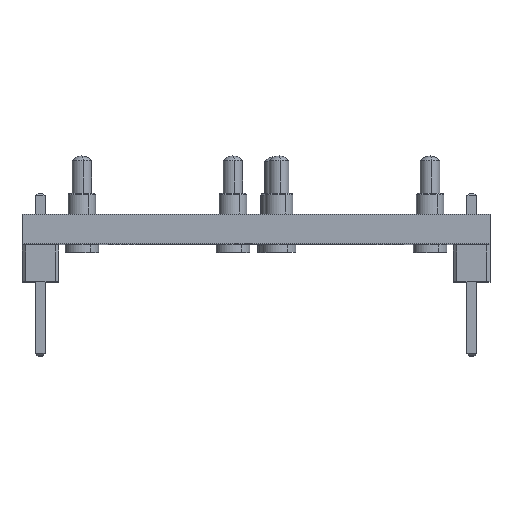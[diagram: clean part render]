
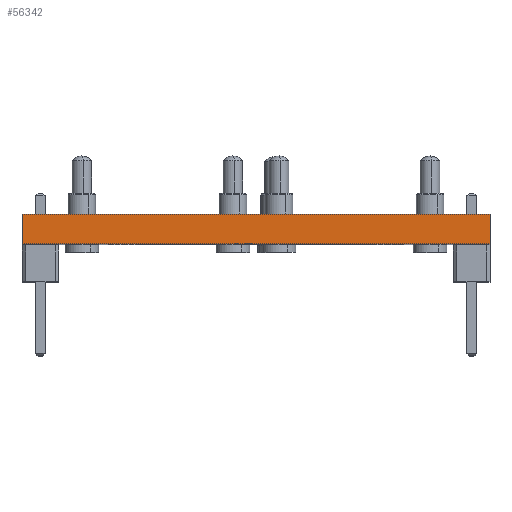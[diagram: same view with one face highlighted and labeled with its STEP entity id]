
A CAD part, top view. The second image highlights one B-rep face of the part: STEP entity #56342.
In plain terms, the highlighted planar face has unit normal (0, 0, 1).
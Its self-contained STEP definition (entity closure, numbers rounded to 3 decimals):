
#56342 = ADVANCED_FACE('',(#56343),#56357,.F.);
#56343 = FACE_BOUND('',#56344,.F.);
#56344 = EDGE_LOOP('',(#56345,#56380,#56408,#56436));
#56345 = ORIENTED_EDGE('',*,*,#56346,.T.);
#56346 = EDGE_CURVE('',#56347,#56349,#56351,.T.);
#56347 = VERTEX_POINT('',#56348);
#56348 = CARTESIAN_POINT('',(-65.2,21.414,-45.3));
#56349 = VERTEX_POINT('',#56350);
#56350 = CARTESIAN_POINT('',(-65.2,23.014,-45.3));
#56351 = SURFACE_CURVE('',#56352,(#56356,#56368),.PCURVE_S1.);
#56352 = LINE('',#56353,#56354);
#56353 = CARTESIAN_POINT('',(-65.2,21.414,-45.3));
#56354 = VECTOR('',#56355,1.);
#56355 = DIRECTION('',(0.,1.,0.));
#56356 = PCURVE('',#56357,#56362);
#56357 = PLANE('',#56358);
#56358 = AXIS2_PLACEMENT_3D('',#56359,#56360,#56361);
#56359 = CARTESIAN_POINT('',(-65.2,21.414,-45.3));
#56360 = DIRECTION('',(0.,0.,-1.));
#56361 = DIRECTION('',(1.,0.,0.));
#56362 = DEFINITIONAL_REPRESENTATION('',(#56363),#56367);
#56363 = LINE('',#56364,#56365);
#56364 = CARTESIAN_POINT('',(0.,0.));
#56365 = VECTOR('',#56366,1.);
#56366 = DIRECTION('',(0.,-1.));
#56367 = ( GEOMETRIC_REPRESENTATION_CONTEXT(2) 
PARAMETRIC_REPRESENTATION_CONTEXT() REPRESENTATION_CONTEXT('2D SPACE',''
  ) );
#56368 = PCURVE('',#56369,#56374);
#56369 = PLANE('',#56370);
#56370 = AXIS2_PLACEMENT_3D('',#56371,#56372,#56373);
#56371 = CARTESIAN_POINT('',(-65.2,21.414,-70.7));
#56372 = DIRECTION('',(1.,0.,0.));
#56373 = DIRECTION('',(0.,0.,1.));
#56374 = DEFINITIONAL_REPRESENTATION('',(#56375),#56379);
#56375 = LINE('',#56376,#56377);
#56376 = CARTESIAN_POINT('',(25.4,0.));
#56377 = VECTOR('',#56378,1.);
#56378 = DIRECTION('',(0.,-1.));
#56379 = ( GEOMETRIC_REPRESENTATION_CONTEXT(2) 
PARAMETRIC_REPRESENTATION_CONTEXT() REPRESENTATION_CONTEXT('2D SPACE',''
  ) );
#56380 = ORIENTED_EDGE('',*,*,#56381,.T.);
#56381 = EDGE_CURVE('',#56349,#56382,#56384,.T.);
#56382 = VERTEX_POINT('',#56383);
#56383 = CARTESIAN_POINT('',(-39.8,23.014,-45.3));
#56384 = SURFACE_CURVE('',#56385,(#56389,#56396),.PCURVE_S1.);
#56385 = LINE('',#56386,#56387);
#56386 = CARTESIAN_POINT('',(-65.2,23.014,-45.3));
#56387 = VECTOR('',#56388,1.);
#56388 = DIRECTION('',(1.,0.,0.));
#56389 = PCURVE('',#56357,#56390);
#56390 = DEFINITIONAL_REPRESENTATION('',(#56391),#56395);
#56391 = LINE('',#56392,#56393);
#56392 = CARTESIAN_POINT('',(0.,-1.6));
#56393 = VECTOR('',#56394,1.);
#56394 = DIRECTION('',(1.,0.));
#56395 = ( GEOMETRIC_REPRESENTATION_CONTEXT(2) 
PARAMETRIC_REPRESENTATION_CONTEXT() REPRESENTATION_CONTEXT('2D SPACE',''
  ) );
#56396 = PCURVE('',#56397,#56402);
#56397 = PLANE('',#56398);
#56398 = AXIS2_PLACEMENT_3D('',#56399,#56400,#56401);
#56399 = CARTESIAN_POINT('',(-52.5,23.014,-58.));
#56400 = DIRECTION('',(0.,1.,0.));
#56401 = DIRECTION('',(1.,0.,0.));
#56402 = DEFINITIONAL_REPRESENTATION('',(#56403),#56407);
#56403 = LINE('',#56404,#56405);
#56404 = CARTESIAN_POINT('',(-12.7,-12.7));
#56405 = VECTOR('',#56406,1.);
#56406 = DIRECTION('',(1.,0.));
#56407 = ( GEOMETRIC_REPRESENTATION_CONTEXT(2) 
PARAMETRIC_REPRESENTATION_CONTEXT() REPRESENTATION_CONTEXT('2D SPACE',''
  ) );
#56408 = ORIENTED_EDGE('',*,*,#56409,.F.);
#56409 = EDGE_CURVE('',#56410,#56382,#56412,.T.);
#56410 = VERTEX_POINT('',#56411);
#56411 = CARTESIAN_POINT('',(-39.8,21.414,-45.3));
#56412 = SURFACE_CURVE('',#56413,(#56417,#56424),.PCURVE_S1.);
#56413 = LINE('',#56414,#56415);
#56414 = CARTESIAN_POINT('',(-39.8,21.414,-45.3));
#56415 = VECTOR('',#56416,1.);
#56416 = DIRECTION('',(0.,1.,0.));
#56417 = PCURVE('',#56357,#56418);
#56418 = DEFINITIONAL_REPRESENTATION('',(#56419),#56423);
#56419 = LINE('',#56420,#56421);
#56420 = CARTESIAN_POINT('',(25.4,0.));
#56421 = VECTOR('',#56422,1.);
#56422 = DIRECTION('',(0.,-1.));
#56423 = ( GEOMETRIC_REPRESENTATION_CONTEXT(2) 
PARAMETRIC_REPRESENTATION_CONTEXT() REPRESENTATION_CONTEXT('2D SPACE',''
  ) );
#56424 = PCURVE('',#56425,#56430);
#56425 = PLANE('',#56426);
#56426 = AXIS2_PLACEMENT_3D('',#56427,#56428,#56429);
#56427 = CARTESIAN_POINT('',(-39.8,21.414,-45.3));
#56428 = DIRECTION('',(-1.,0.,0.));
#56429 = DIRECTION('',(0.,0.,-1.));
#56430 = DEFINITIONAL_REPRESENTATION('',(#56431),#56435);
#56431 = LINE('',#56432,#56433);
#56432 = CARTESIAN_POINT('',(0.,0.));
#56433 = VECTOR('',#56434,1.);
#56434 = DIRECTION('',(0.,-1.));
#56435 = ( GEOMETRIC_REPRESENTATION_CONTEXT(2) 
PARAMETRIC_REPRESENTATION_CONTEXT() REPRESENTATION_CONTEXT('2D SPACE',''
  ) );
#56436 = ORIENTED_EDGE('',*,*,#56437,.F.);
#56437 = EDGE_CURVE('',#56347,#56410,#56438,.T.);
#56438 = SURFACE_CURVE('',#56439,(#56443,#56450),.PCURVE_S1.);
#56439 = LINE('',#56440,#56441);
#56440 = CARTESIAN_POINT('',(-65.2,21.414,-45.3));
#56441 = VECTOR('',#56442,1.);
#56442 = DIRECTION('',(1.,0.,0.));
#56443 = PCURVE('',#56357,#56444);
#56444 = DEFINITIONAL_REPRESENTATION('',(#56445),#56449);
#56445 = LINE('',#56446,#56447);
#56446 = CARTESIAN_POINT('',(0.,0.));
#56447 = VECTOR('',#56448,1.);
#56448 = DIRECTION('',(1.,0.));
#56449 = ( GEOMETRIC_REPRESENTATION_CONTEXT(2) 
PARAMETRIC_REPRESENTATION_CONTEXT() REPRESENTATION_CONTEXT('2D SPACE',''
  ) );
#56450 = PCURVE('',#56451,#56456);
#56451 = PLANE('',#56452);
#56452 = AXIS2_PLACEMENT_3D('',#56453,#56454,#56455);
#56453 = CARTESIAN_POINT('',(-52.5,21.414,-58.));
#56454 = DIRECTION('',(0.,1.,0.));
#56455 = DIRECTION('',(1.,0.,0.));
#56456 = DEFINITIONAL_REPRESENTATION('',(#56457),#56461);
#56457 = LINE('',#56458,#56459);
#56458 = CARTESIAN_POINT('',(-12.7,-12.7));
#56459 = VECTOR('',#56460,1.);
#56460 = DIRECTION('',(1.,0.));
#56461 = ( GEOMETRIC_REPRESENTATION_CONTEXT(2) 
PARAMETRIC_REPRESENTATION_CONTEXT() REPRESENTATION_CONTEXT('2D SPACE',''
  ) );
